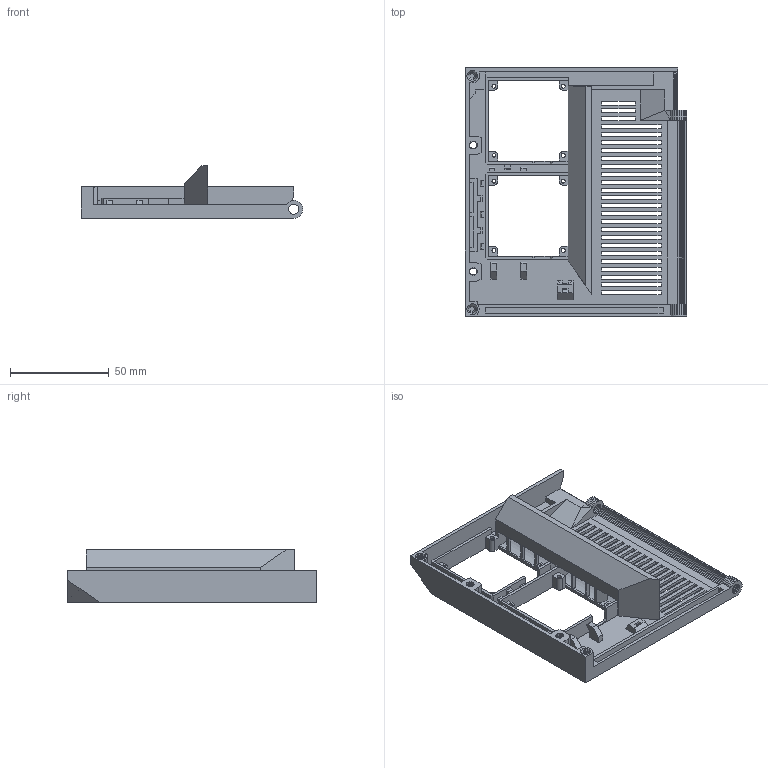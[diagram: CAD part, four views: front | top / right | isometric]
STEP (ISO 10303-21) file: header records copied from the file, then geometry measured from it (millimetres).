
FILE_DESCRIPTION(('FreeCAD Model'),'2;1');
FILE_NAME( 'door.step', '2020-04-13T20:45:06',('Author'),(''), 'Open CASCADE STEP processor 7.3','FreeCAD','Unknown');
FILE_SCHEMA(('AUTOMOTIVE_DESIGN { 1 0 10303 214 1 1 1 1 }'));
Products named in the file (1): door-skr001
Bounding box: 111.98 x 125.49 x 26.5 mm (x, y, z)
Volume: 42578.1 mm3; surface area: 47271.4 mm2
Topology: 1 solids, 1 shells, 1055 faces, 2627 edges, 1564 vertices
Faces by surface type: plane 1036, cylinder 19
Full cylindrical faces by diameter (mm): 1.8 x1, 2 x7
Entity records: 63171 total; most frequent: CARTESIAN_POINT 11955, DIRECTION 8715, LINE 6463, VECTOR 6463, ORIENTED_EDGE 5254, PCURVE 5254, DEFINITIONAL_REPRESENTATION 5254, EDGE_CURVE 2627
